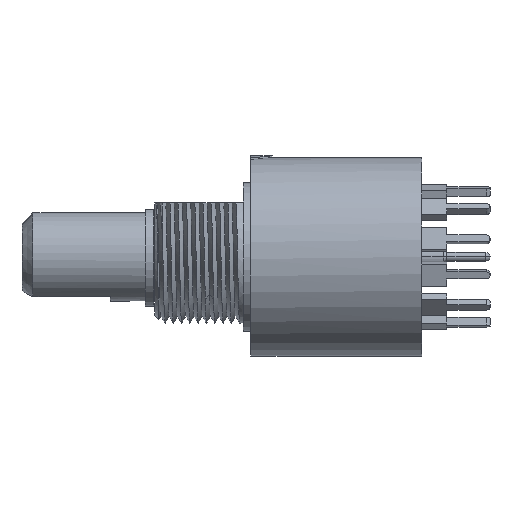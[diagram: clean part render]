
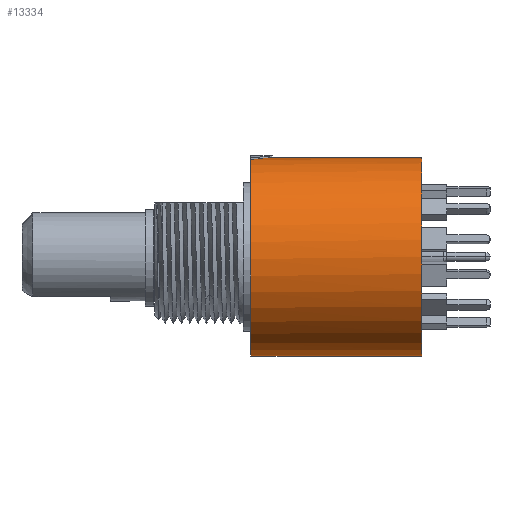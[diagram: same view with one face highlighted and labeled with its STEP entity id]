
A CAD part, left-side view. The second image highlights one B-rep face of the part: STEP entity #13334.
In plain terms, the highlighted cylindrical face has radius 7.137 mm (diameter 14.275 mm), a partial arc.
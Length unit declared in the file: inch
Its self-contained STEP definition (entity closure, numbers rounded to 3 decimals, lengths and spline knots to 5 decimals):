
#2203=CARTESIAN_POINT('',(0.,-0.363,0.));
#2204=DIRECTION('',(0.,1.,0.));
#2205=DIRECTION('',(0.,0.,-1.));
#2206=AXIS2_PLACEMENT_3D('',#2203,#2204,#2205);
#2218=DIRECTION('',(0.,-1.,0.));
#2219=VECTOR('',#2218,0.423);
#2220=CARTESIAN_POINT('',(0.,0.06,0.281));
#2221=LINE('',#2220,#2219);
#2239=CARTESIAN_POINT('',(-0.06,0.12,0.27452));
#2240=CARTESIAN_POINT('',(-0.04012,0.10012,
0.27886));
#2241=CARTESIAN_POINT('',(-0.02012,0.08012,0.281));
#2242=CARTESIAN_POINT('',(0.,0.06,0.281));
#2248=DIRECTION('',(0.,-1.,0.));
#2249=VECTOR('',#2248,0.483);
#2250=CARTESIAN_POINT('',(0.,0.12,-0.281));
#2251=LINE('',#2250,#2249);
#2257=CARTESIAN_POINT('',(0.,0.12,0.));
#2258=DIRECTION('',(0.,1.,0.));
#2259=DIRECTION('',(0.,0.,-1.));
#2260=AXIS2_PLACEMENT_3D('',#2257,#2258,#2259);
#8756=CARTESIAN_POINT('',(0.,-0.363,0.281));
#8757=CARTESIAN_POINT('',(0.,-0.363,-0.281));
#8758=VERTEX_POINT('',#8756);
#8759=VERTEX_POINT('',#8757);
#8768=CARTESIAN_POINT('',(0.,0.12,-0.281));
#8769=VERTEX_POINT('',#8768);
#8792=CARTESIAN_POINT('',(0.,0.06,0.281));
#8794=VERTEX_POINT('',#8792);
#8796=VERTEX_POINT('',#2239);
#13321=CARTESIAN_POINT('',(0.,0.392,0.));
#13322=DIRECTION('',(0.,1.,0.));
#13323=DIRECTION('',(0.,0.,1.));
#13324=AXIS2_PLACEMENT_3D('',#13321,#13322,#13323);
#13325=CYLINDRICAL_SURFACE('',#13324,0.281);
#13326=ORIENTED_EDGE('',*,*,#13302,.T.);
#13327=ORIENTED_EDGE('',*,*,#13226,.T.);
#13328=ORIENTED_EDGE('',*,*,#13193,.F.);
#13329=ORIENTED_EDGE('',*,*,#13223,.F.);
#13331=ORIENTED_EDGE('',*,*,#13330,.T.);
#13332=EDGE_LOOP('',(#13326,#13327,#13328,#13329,#13331));
#13333=FACE_OUTER_BOUND('',#13332,.F.);
#13334=ADVANCED_FACE('',(#13333),#13325,.T.);
#2207=CIRCLE('',#2206,0.281);
#2243=B_SPLINE_CURVE_WITH_KNOTS('',3,(#2239,#2240,#2241,#2242),.UNSPECIFIED.,
.F.,.F.,(4,4),(0.,1.),.UNSPECIFIED.);
#2261=CIRCLE('',#2260,0.281);
#13193=EDGE_CURVE('',#8759,#8758,#2207,.T.);
#13223=EDGE_CURVE('',#8769,#8759,#2251,.T.);
#13226=EDGE_CURVE('',#8794,#8758,#2221,.T.);
#13302=EDGE_CURVE('',#8796,#8794,#2243,.T.);
#13330=EDGE_CURVE('',#8769,#8796,#2261,.T.);
